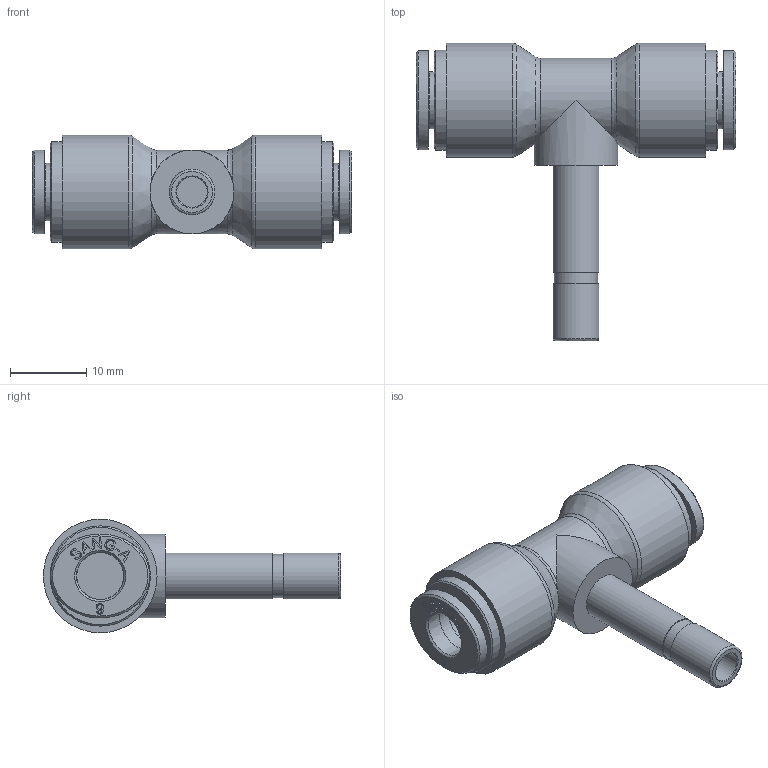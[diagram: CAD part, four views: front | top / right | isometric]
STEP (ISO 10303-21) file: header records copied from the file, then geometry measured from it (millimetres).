
FILE_DESCRIPTION((''),'2;1');
FILE_NAME('PTJ 06.stp','2020-03-19T11:58:19',('user'),(''),'Autodesk Inventor 2013','Autodesk Inventor 2013','');
FILE_SCHEMA(('AUTOMOTIVE_DESIGN { 1 0 10303 214 1 1 1 1 }'));
Length unit declared in the file: millimetre
Products named in the file (5): 조립품7; HR-PTJ 06 BODY; HR-COLLAR 06; HR-Collar 06L(SUS); HR-SLEEVE 06
Assembly tree (5 placements, depth 3):
  조립품7
    HR-PTJ 06 BODY
    HR-COLLAR 06  x2
      HR-Collar 06L(SUS)
      HR-SLEEVE 06
Bounding box: 41.9 x 38.95 x 14.9 mm (x, y, z)
Volume: 5407.6 mm3; surface area: 4438.7 mm2
Topology: 5 solids, 5 shells, 249 faces, 625 edges, 414 vertices
Faces by surface type: plane 129, bspline 88, cylinder 16, cone 11, torus 5
Full cylindrical faces by diameter (mm): 4 x1, 5.7 x1, 6 x2, 6.198 x2, 6.2 x2, 7.5 x2, 11 x1, 13.15 x2, 14.9 x2
Entity records: 4377 total; most frequent: CARTESIAN_POINT 1362, ORIENTED_EDGE 622, DIRECTION 468, EDGE_CURVE 311, VERTEX_POINT 219, EDGE_LOOP 182, VECTOR 178, LINE 178
